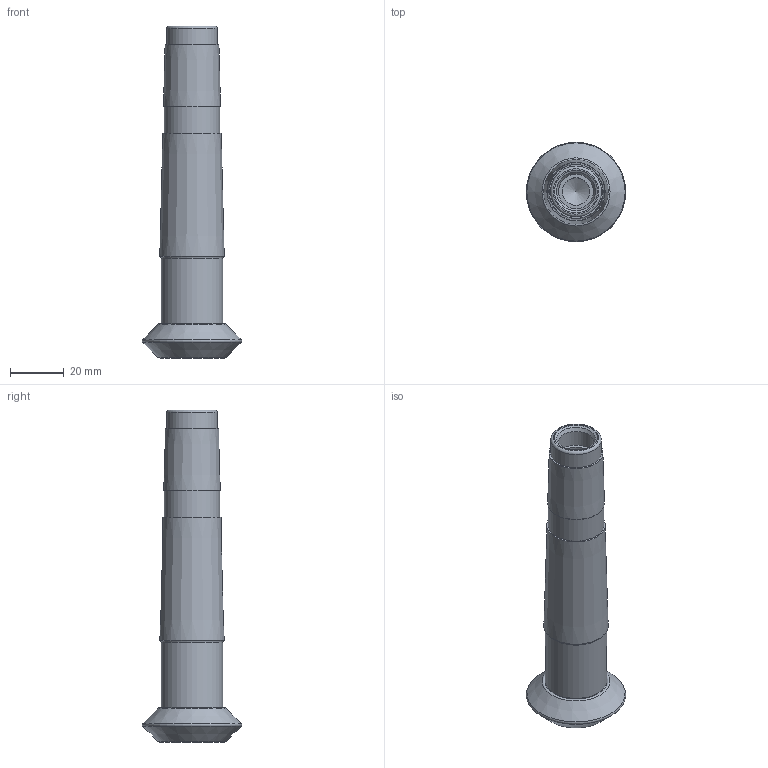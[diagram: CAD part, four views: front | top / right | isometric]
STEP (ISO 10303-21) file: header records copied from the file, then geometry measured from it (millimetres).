
FILE_DESCRIPTION(/* description */ (''),/* implementation_level */ '2;1');
FILE_NAME(/* name */ '25N3R043E03_SSD09_A_SIM.stp',/* time_stamp */ '2019-12-16T10:03:17+01:00',/* author */ (''),/* organization */ (''),/* preprocessor_version */ 'ST-DEVELOPER v16.7',/* originating_system */ 'SIEMENS PLM Software NX 12.0',/* authorisation */ '');
FILE_SCHEMA (('AUTOMOTIVE_DESIGN { 1 0 10303 214 3 1 1 1 }'));
Length unit declared in the file: millimetre
Products named in the file (1): pp073CE8171Alem8
Bounding box: 37.14 x 37.14 x 124 mm (x, y, z)
Volume: 53808.4 mm3; surface area: 14190.5 mm2
Topology: 2 solids, 2 shells, 29 faces, 61 edges, 37 vertices
Faces by surface type: cone 10, torus 6, cylinder 6, plane 5, revolution 2
Full cylindrical faces by diameter (mm): 10.3 x1, 13 x1, 19 x1, 20.8 x1, 23 x1, 35.132 x1
Entity records: 631 total; most frequent: DIRECTION 116, CARTESIAN_POINT 90, FACE_BOUND 58, EDGE_LOOP 56, ORIENTED_EDGE 56, AXIS2_PLACEMENT_3D 56, VERTEX_POINT 30, ADVANCED_FACE 29
